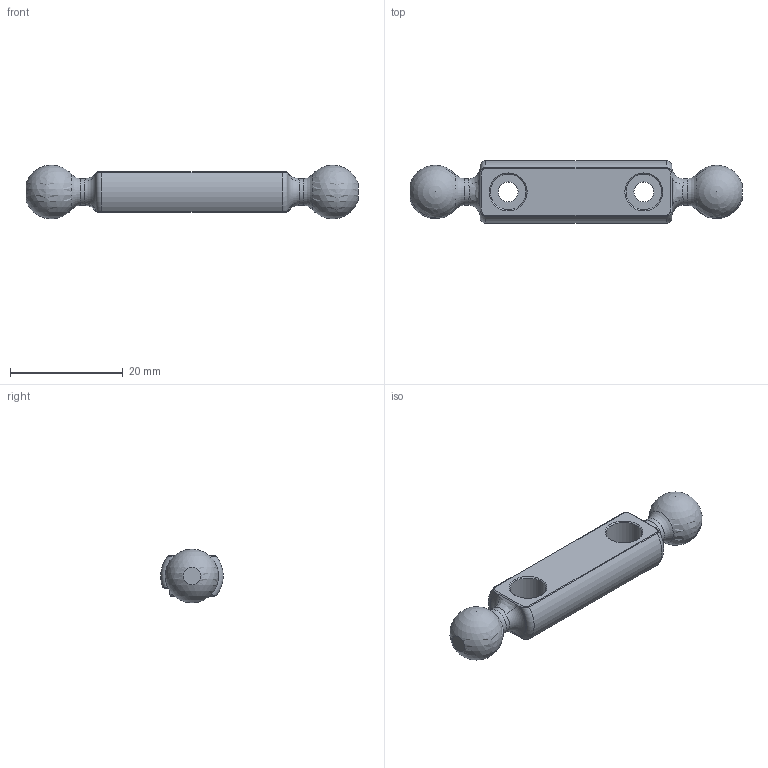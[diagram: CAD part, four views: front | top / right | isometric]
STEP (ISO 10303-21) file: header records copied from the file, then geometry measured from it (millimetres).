
FILE_DESCRIPTION (( 'STEP AP214' ), '1' );
FILE_NAME ('70875 Machine Ball Joint.STEP', '2019-09-03T17:42:23', ( '' ), ( '' ), 'SwSTEP 2.0', 'SolidWorks 2018', '' );
FILE_SCHEMA (( 'AUTOMOTIVE_DESIGN' ));
Length unit declared in the file: millimetre
Products named in the file (1): 70875 Machine Ball Joint
Bounding box: 59.02 x 11.1 x 9.53 mm (x, y, z)
Volume: 3155.1 mm3; surface area: 2031.2 mm2
Topology: 1 solids, 1 shells, 83 faces, 199 edges, 120 vertices
Faces by surface type: plane 29, bspline 28, torus 12, cylinder 8, cone 4, sphere 2
Full cylindrical faces by diameter (mm): 3.55 x2, 4.76 x2, 6.35 x2
Entity records: 4683 total; most frequent: CARTESIAN_POINT 3085, ORIENTED_EDGE 354, DIRECTION 237, EDGE_CURVE 177, VERTEX_POINT 112, EDGE_LOOP 103, AXIS2_PLACEMENT_3D 102, B_SPLINE_CURVE_WITH_KNOTS 98
